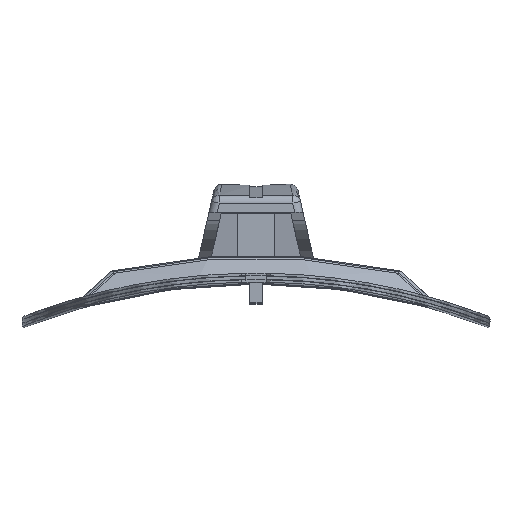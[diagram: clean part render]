
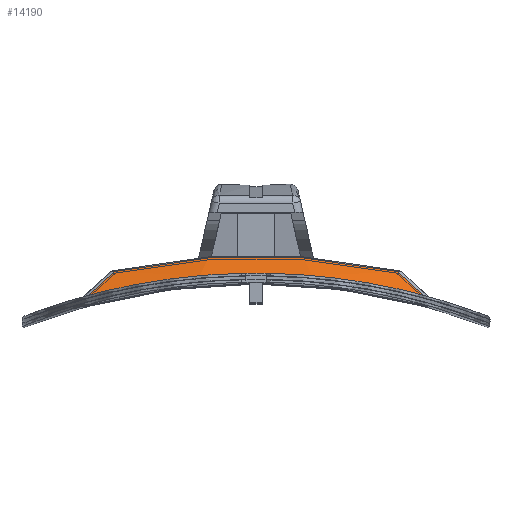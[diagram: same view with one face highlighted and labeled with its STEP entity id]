
A CAD part, top view. The second image highlights one B-rep face of the part: STEP entity #14190.
In plain terms, the highlighted conical face has half-angle 42.125 degrees and reference radius 164.592 mm.
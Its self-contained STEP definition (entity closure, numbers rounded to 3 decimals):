
#12881=CARTESIAN_POINT('',(34.914,160.846,270.579));
#12882=VERTEX_POINT('',#12881);
#12945=CARTESIAN_POINT('',(-34.914,160.846,270.579));
#12946=VERTEX_POINT('',#12945);
#12954=CARTESIAN_POINT('',(0.,0.,270.579));
#12955=DIRECTION('',(0.0,0.0,-1.0));
#12956=DIRECTION('',(-0.212,0.977,0.0));
#12957=AXIS2_PLACEMENT_3D('',#12954,#12955,#12956);
#12958=CIRCLE('',#12957,164.592);
#12959=EDGE_CURVE('',#12946,#12882,#12958,.T.);
#13534=CARTESIAN_POINT('',(41.405,154.912,275.27));
#13535=VERTEX_POINT('',#13534);
#13536=CARTESIAN_POINT('',(41.405,154.912,275.27));
#13537=CARTESIAN_POINT('',(39.321,156.933,273.706));
#13538=CARTESIAN_POINT('',(37.157,158.912,272.143));
#13539=CARTESIAN_POINT('',(34.914,160.846,270.579));
#13540=B_SPLINE_CURVE_WITH_KNOTS('',3,(#13536,#13537,#13538,#13539),.UNSPECIFIED.,.F.,.U.,(4,4),(0.0,0.047),.UNSPECIFIED.);
#13541=EDGE_CURVE('',#13535,#12882,#13540,.T.);
#14022=CARTESIAN_POINT('',(-41.405,154.912,275.27));
#14023=VERTEX_POINT('',#14022);
#14031=CARTESIAN_POINT('',(-41.405,154.912,275.27));
#14032=CARTESIAN_POINT('',(-39.321,156.933,273.706));
#14033=CARTESIAN_POINT('',(-37.157,158.912,272.143));
#14034=CARTESIAN_POINT('',(-34.914,160.846,270.579));
#14035=B_SPLINE_CURVE_WITH_KNOTS('',3,(#14031,#14032,#14033,#14034),.UNSPECIFIED.,.F.,.U.,(4,4),(0.0,0.047),.UNSPECIFIED.);
#14036=EDGE_CURVE('',#14023,#12946,#14035,.T.);
#14173=CARTESIAN_POINT('',(0.,0.,270.579));
#14174=DIRECTION('',(0.,0.,-1.0));
#14175=DIRECTION('',(-0.212,0.977,0.0));
#14176=AXIS2_PLACEMENT_3D('',#14173,#14174,#14175);
#14177=CONICAL_SURFACE('',#14176,164.592,42.125);
#14178=ORIENTED_EDGE('',*,*,#12959,.F.);
#14179=ORIENTED_EDGE('',*,*,#14036,.F.);
#14180=CARTESIAN_POINT('',(0.,0.,275.27));
#14181=DIRECTION('',(0.0,0.0,1.0));
#14182=DIRECTION('',(0.258,0.966,0.0));
#14183=AXIS2_PLACEMENT_3D('',#14180,#14181,#14182);
#14184=CIRCLE('',#14183,160.35);
#14185=EDGE_CURVE('',#13535,#14023,#14184,.T.);
#14186=ORIENTED_EDGE('',*,*,#14185,.F.);
#14187=ORIENTED_EDGE('',*,*,#13541,.T.);
#14188=EDGE_LOOP('',(#14178,#14179,#14186,#14187));
#14189=FACE_OUTER_BOUND('',#14188,.T.);
#14190=ADVANCED_FACE('',(#14189),#14177,.T.);
